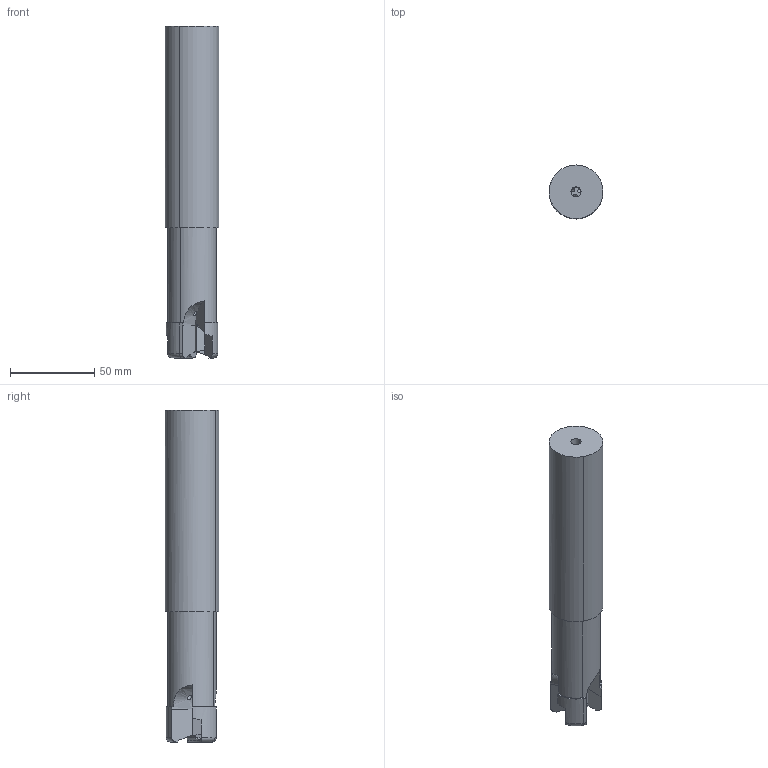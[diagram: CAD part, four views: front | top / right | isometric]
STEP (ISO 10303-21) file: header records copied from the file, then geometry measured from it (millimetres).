
FILE_DESCRIPTION(('HOOPS Exchange Step'),'2;1');
FILE_NAME('export-337EACE2-1AB6-4FF8-8B35-D93CC830B255.stp','2024-08-16T15:21:07+02:00',('Engineering'),('Alibre'),'HOOPS Exchange 2023.0','Alibre','Unknown authorisation');
FILE_SCHEMA( ('AP242_MANAGED_MODEL_BASED_3D_ENGINEERING_MIM_LF {1 0 10303 442 1 1 4 }') );
Length unit declared in the file: millimetre
Products named in the file (1): 6929 Ø32 Z=3 L=200 CL=80 Ap=16 Shoulder Milling ALU-Cutter (TE90XEV 332-32-16-L200)
Bounding box: 31.99 x 32 x 197.5 mm (x, y, z)
Volume: 134518.5 mm3; surface area: 24829.4 mm2
Topology: 1 solids, 1 shells, 73 faces, 220 edges, 147 vertices
Faces by surface type: plane 34, cylinder 17, cone 12, bspline 6, torus 4
Entity records: 3080 total; most frequent: CARTESIAN_POINT 1202, ORIENTED_EDGE 436, DIRECTION 314, EDGE_CURVE 218, VERTEX_POINT 147, AXIS2_PLACEMENT_3D 112, VECTOR 90, LINE 90
